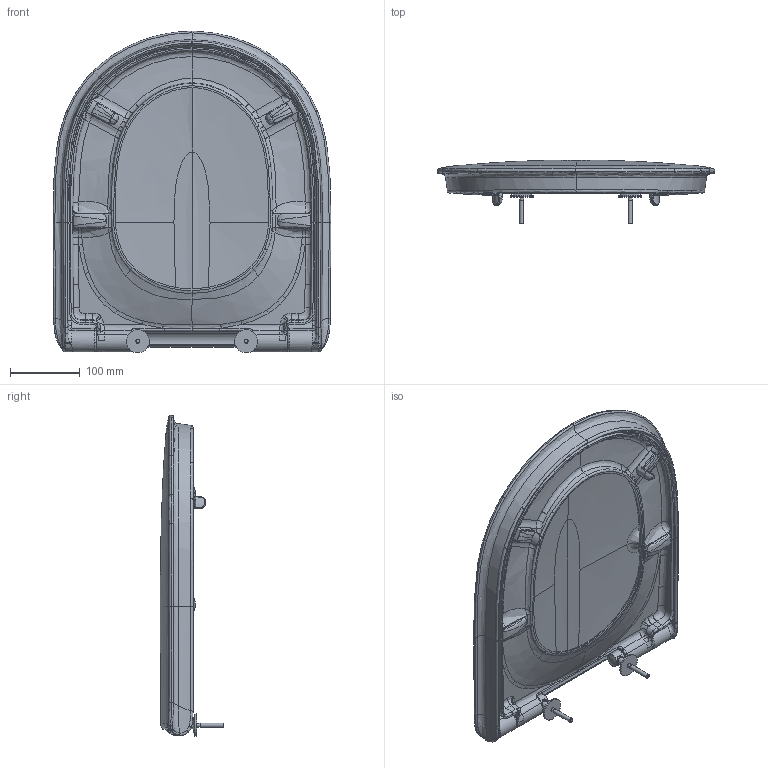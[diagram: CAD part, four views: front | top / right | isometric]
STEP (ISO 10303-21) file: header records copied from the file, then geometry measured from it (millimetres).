
FILE_DESCRIPTION(/* description */ (''),/* implementation_level */ '2;1');
FILE_NAME(/* name */ '9M67S1_WCS.stp',/* time_stamp */ '2021-10-28T12:45:55+02:00',/* author */ (''),/* organization */ (''),/* preprocessor_version */ 'ST-DEVELOPER v18.1',/* originating_system */ 'SIEMENS PLM Software NX 1973',/* authorisation */ '');
FILE_SCHEMA (('AUTOMOTIVE_DESIGN { 1 0 10303 214 3 1 1 1 }'));
Products named in the file (1): Muel67600DEFodoe
Bounding box: 397.17 x 91.1 x 460.01 mm (x, y, z)
Volume: 1891314.5 mm3; surface area: 624399.9 mm2
Topology: 10 solids, 10 shells, 754 faces, 1872 edges, 1142 vertices
Faces by surface type: bspline 616, plane 58, cylinder 41, extrusion 27, sphere 6, cone 4, torus 2
Full cylindrical faces by diameter (mm): 5.5 x2, 6 x4, 6.2 x2, 10 x2, 10.03 x2, 13.994 x2, 19.8 x2, 32 x2, 33 x2
Entity records: 72557 total; most frequent: CARTESIAN_POINT 60004, ORIENTED_EDGE 3640, EDGE_CURVE 1820, B_SPLINE_CURVE_WITH_KNOTS 1651, VERTEX_POINT 1125, EDGE_LOOP 803, ADVANCED_FACE 754, FACE_OUTER_BOUND 705
